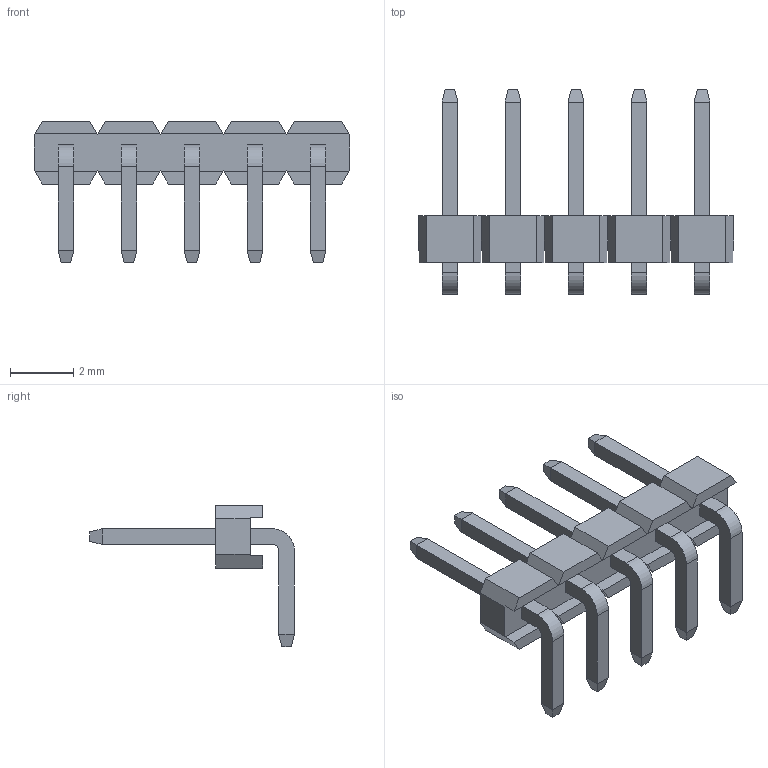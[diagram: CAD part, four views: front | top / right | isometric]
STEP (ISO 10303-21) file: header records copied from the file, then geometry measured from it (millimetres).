
FILE_DESCRIPTION((''),'2;1');
FILE_NAME('FPH20053-S04B1014110405B','2023-12-12T',('工程三'),(''),'PRO/ENGINEER BY PARAMETRIC TECHNOLOGY CORPORATION, 2010280','PRO/ENGINEER BY PARAMETRIC TECHNOLOGY CORPORATION, 2010280','');
FILE_SCHEMA(('CONFIG_CONTROL_DESIGN'));
Length unit declared in the file: millimetre
Products named in the file (1): FPH20053-S04B1014110405B
Bounding box: 10 x 6.5 x 4.5 mm (x, y, z)
Volume: 33.8 mm3; surface area: 166.9 mm2
Topology: 1 solids, 1 shells, 164 faces, 416 edges, 264 vertices
Faces by surface type: plane 154, cylinder 10
Entity records: 4838 total; most frequent: CARTESIAN_POINT 844, ORIENTED_EDGE 832, DIRECTION 764, EDGE_CURVE 416, VECTOR 396, LINE 396, VERTEX_POINT 264, AXIS2_PLACEMENT_3D 184
